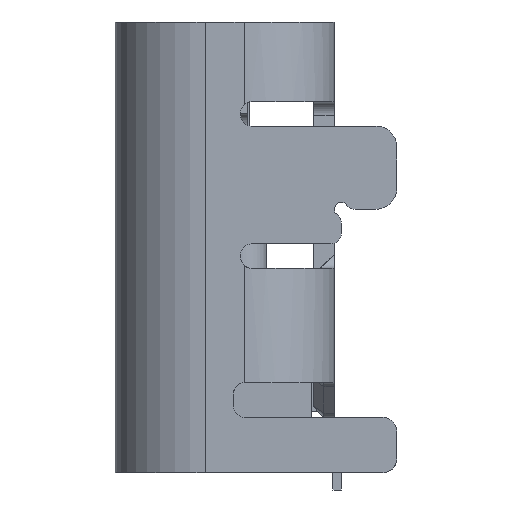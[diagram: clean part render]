
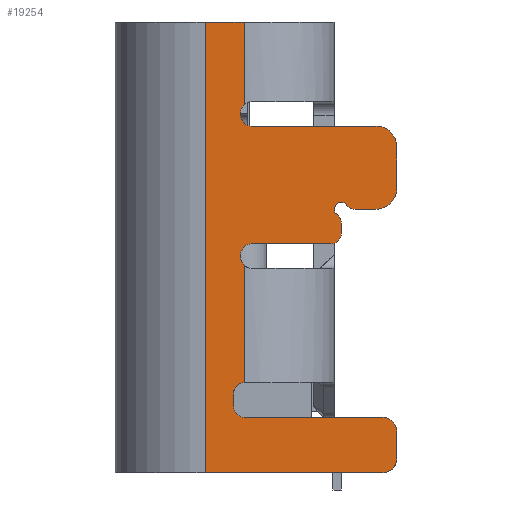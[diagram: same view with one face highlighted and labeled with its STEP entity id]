
A CAD part, left-side view. The second image highlights one B-rep face of the part: STEP entity #19254.
In plain terms, the highlighted planar face has unit normal (-1, 0, 0).
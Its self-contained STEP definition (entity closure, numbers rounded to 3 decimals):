
#16824=VERTEX_POINT('',#16825);
#16825=CARTESIAN_POINT('',(-4.47,0.28,-1.95));
#16832=EDGE_CURVE('',#16824,#16833,#16835,.T.);
#16833=VERTEX_POINT('',#16834);
#16834=CARTESIAN_POINT('',(-4.47,-0.28,-1.95));
#16835=LINE('',#16836,#16837);
#16836=CARTESIAN_POINT('',(-4.47,-1.1,-1.95));
#16837=VECTOR('',#16838,1.0);
#16838=DIRECTION('',(0.0,-1.0,0.0));
#16950=VERTEX_POINT('',#16951);
#16951=CARTESIAN_POINT('',(-4.47,0.28,-8.45));
#16958=EDGE_CURVE('',#16950,#16824,#16959,.T.);
#16959=LINE('',#16960,#16961);
#16960=CARTESIAN_POINT('',(-4.47,0.28,-8.58));
#16961=VECTOR('',#16962,1.0);
#16962=DIRECTION('',(0.0,0.0,1.0));
#19208=EDGE_CURVE('',#16833,#19209,#19211,.T.);
#19209=VERTEX_POINT('',#19210);
#19210=CARTESIAN_POINT('',(-4.47,-0.28,-3.138));
#19211=LINE('',#19212,#19213);
#19212=CARTESIAN_POINT('',(-4.47,-0.28,-7.254));
#19213=VECTOR('',#19214,1.0);
#19214=DIRECTION('',(0.0,0.0,-1.0));
#19254=ADVANCED_FACE('',(#19255),#19480,.F.);
#19255=FACE_BOUND('',#19256,.T.);
#19256=EDGE_LOOP('',(#19257,#19267,#19276,#19284,#19293,#19301,#19310,#19318,#19327,#19335,#19344,#19353,#19362,#19370,#19379,#19387,#19396,#19404,#19413,#19421,#19428,#19429,#19430,#19431,#19439,#19448,#19456,#19465,#19473));
#19257=ORIENTED_EDGE('',*,*,#19258,.T.);
#19258=EDGE_CURVE('',#19259,#19261,#19263,.F.);
#19259=VERTEX_POINT('',#19260);
#19260=CARTESIAN_POINT('',(-4.47,-0.13,-7.5));
#19261=VERTEX_POINT('',#19262);
#19262=CARTESIAN_POINT('',(-4.47,-0.13,-7.3));
#19263=LINE('',#19264,#19265);
#19264=CARTESIAN_POINT('',(-4.47,-0.13,-7.25));
#19265=VECTOR('',#19266,1.0);
#19266=DIRECTION('',(0.0,0.0,-1.0));
#19267=ORIENTED_EDGE('',*,*,#19268,.T.);
#19268=EDGE_CURVE('',#19261,#19269,#19271,.T.);
#19269=VERTEX_POINT('',#19270);
#19270=CARTESIAN_POINT('',(-4.47,-0.28,-7.15));
#19271=CIRCLE('',#19272,0.15);
#19272=AXIS2_PLACEMENT_3D('',#19273,#19274,#19275);
#19273=CARTESIAN_POINT('',(-4.47,-0.28,-7.3));
#19274=DIRECTION('',(1.0,0.0,0.0));
#19275=DIRECTION('',(0.0,0.0,-1.0));
#19276=ORIENTED_EDGE('',*,*,#19277,.T.);
#19277=EDGE_CURVE('',#19269,#19278,#19280,.F.);
#19278=VERTEX_POINT('',#19279);
#19279=CARTESIAN_POINT('',(-4.47,-0.28,-5.462));
#19280=LINE('',#19281,#19282);
#19281=CARTESIAN_POINT('',(-4.47,-0.28,-7.254));
#19282=VECTOR('',#19283,1.0);
#19283=DIRECTION('',(0.0,0.0,-1.0));
#19284=ORIENTED_EDGE('',*,*,#19285,.T.);
#19285=EDGE_CURVE('',#19278,#19286,#19288,.T.);
#19286=VERTEX_POINT('',#19287);
#19287=CARTESIAN_POINT('',(-4.47,-0.23,-5.35));
#19288=CIRCLE('',#19289,0.15);
#19289=AXIS2_PLACEMENT_3D('',#19290,#19291,#19292);
#19290=CARTESIAN_POINT('',(-4.47,-0.38,-5.35));
#19291=DIRECTION('',(1.0,0.0,0.0));
#19292=DIRECTION('',(0.0,0.0,-1.0));
#19293=ORIENTED_EDGE('',*,*,#19294,.T.);
#19294=EDGE_CURVE('',#19286,#19295,#19297,.F.);
#19295=VERTEX_POINT('',#19296);
#19296=CARTESIAN_POINT('',(-4.47,-0.23,-5.3));
#19297=LINE('',#19298,#19299);
#19298=CARTESIAN_POINT('',(-4.47,-0.23,-5.45));
#19299=VECTOR('',#19300,1.0);
#19300=DIRECTION('',(0.0,0.0,-1.0));
#19301=ORIENTED_EDGE('',*,*,#19302,.T.);
#19302=EDGE_CURVE('',#19295,#19303,#19305,.T.);
#19303=VERTEX_POINT('',#19304);
#19304=CARTESIAN_POINT('',(-4.47,-0.38,-5.15));
#19305=CIRCLE('',#19306,0.15);
#19306=AXIS2_PLACEMENT_3D('',#19307,#19308,#19309);
#19307=CARTESIAN_POINT('',(-4.47,-0.38,-5.3));
#19308=DIRECTION('',(1.0,0.0,0.0));
#19309=DIRECTION('',(0.0,0.0,-1.0));
#19310=ORIENTED_EDGE('',*,*,#19311,.T.);
#19311=EDGE_CURVE('',#19303,#19312,#19314,.F.);
#19312=VERTEX_POINT('',#19313);
#19313=CARTESIAN_POINT('',(-4.47,-1.53,-5.15));
#19314=LINE('',#19315,#19316);
#19315=CARTESIAN_POINT('',(-4.47,-0.955,-5.15));
#19316=VECTOR('',#19317,1.0);
#19317=DIRECTION('',(0.0,1.0,0.0));
#19318=ORIENTED_EDGE('',*,*,#19319,.T.);
#19319=EDGE_CURVE('',#19312,#19320,#19322,.F.);
#19320=VERTEX_POINT('',#19321);
#19321=CARTESIAN_POINT('',(-4.47,-1.68,-5.0));
#19322=CIRCLE('',#19323,0.15);
#19323=AXIS2_PLACEMENT_3D('',#19324,#19325,#19326);
#19324=CARTESIAN_POINT('',(-4.47,-1.53,-5.0));
#19325=DIRECTION('',(1.0,0.0,0.0));
#19326=DIRECTION('',(0.0,0.0,-1.0));
#19327=ORIENTED_EDGE('',*,*,#19328,.T.);
#19328=EDGE_CURVE('',#19320,#19329,#19331,.F.);
#19329=VERTEX_POINT('',#19330);
#19330=CARTESIAN_POINT('',(-4.47,-1.68,-4.85));
#19331=LINE('',#19332,#19333);
#19332=CARTESIAN_POINT('',(-4.47,-1.68,-4.925));
#19333=VECTOR('',#19334,1.0);
#19334=DIRECTION('',(0.0,0.0,-1.0));
#19335=ORIENTED_EDGE('',*,*,#19336,.T.);
#19336=EDGE_CURVE('',#19329,#19337,#19339,.F.);
#19337=VERTEX_POINT('',#19338);
#19338=CARTESIAN_POINT('',(-4.47,-1.62,-4.73));
#19339=CIRCLE('',#19340,0.15);
#19340=AXIS2_PLACEMENT_3D('',#19341,#19342,#19343);
#19341=CARTESIAN_POINT('',(-4.47,-1.53,-4.85));
#19342=DIRECTION('',(1.0,0.0,0.0));
#19343=DIRECTION('',(0.0,0.0,-1.0));
#19344=ORIENTED_EDGE('',*,*,#19345,.T.);
#19345=EDGE_CURVE('',#19337,#19346,#19348,.T.);
#19346=VERTEX_POINT('',#19347);
#19347=CARTESIAN_POINT('',(-4.47,-1.76,-4.59));
#19348=CIRCLE('',#19349,0.1);
#19349=AXIS2_PLACEMENT_3D('',#19350,#19351,#19352);
#19350=CARTESIAN_POINT('',(-4.47,-1.68,-4.65));
#19351=DIRECTION('',(1.0,0.0,0.0));
#19352=DIRECTION('',(0.0,0.0,-1.0));
#19353=ORIENTED_EDGE('',*,*,#19354,.T.);
#19354=EDGE_CURVE('',#19346,#19355,#19357,.F.);
#19355=VERTEX_POINT('',#19356);
#19356=CARTESIAN_POINT('',(-4.47,-1.88,-4.65));
#19357=CIRCLE('',#19358,0.15);
#19358=AXIS2_PLACEMENT_3D('',#19359,#19360,#19361);
#19359=CARTESIAN_POINT('',(-4.47,-1.88,-4.5));
#19360=DIRECTION('',(1.0,0.0,0.0));
#19361=DIRECTION('',(0.0,0.0,-1.0));
#19362=ORIENTED_EDGE('',*,*,#19363,.T.);
#19363=EDGE_CURVE('',#19355,#19364,#19366,.F.);
#19364=VERTEX_POINT('',#19365);
#19365=CARTESIAN_POINT('',(-4.47,-2.18,-4.65));
#19366=LINE('',#19367,#19368);
#19367=CARTESIAN_POINT('',(-4.47,-2.03,-4.65));
#19368=VECTOR('',#19369,1.0);
#19369=DIRECTION('',(0.0,1.0,0.0));
#19370=ORIENTED_EDGE('',*,*,#19371,.T.);
#19371=EDGE_CURVE('',#19364,#19372,#19374,.F.);
#19372=VERTEX_POINT('',#19373);
#19373=CARTESIAN_POINT('',(-4.47,-2.48,-4.35));
#19374=CIRCLE('',#19375,0.3);
#19375=AXIS2_PLACEMENT_3D('',#19376,#19377,#19378);
#19376=CARTESIAN_POINT('',(-4.47,-2.18,-4.35));
#19377=DIRECTION('',(1.0,0.0,0.0));
#19378=DIRECTION('',(0.0,0.0,-1.0));
#19379=ORIENTED_EDGE('',*,*,#19380,.T.);
#19380=EDGE_CURVE('',#19372,#19381,#19383,.F.);
#19381=VERTEX_POINT('',#19382);
#19382=CARTESIAN_POINT('',(-4.47,-2.48,-3.75));
#19383=LINE('',#19384,#19385);
#19384=CARTESIAN_POINT('',(-4.47,-2.48,-8.05));
#19385=VECTOR('',#19386,1.0);
#19386=DIRECTION('',(0.0,0.0,-1.0));
#19387=ORIENTED_EDGE('',*,*,#19388,.T.);
#19388=EDGE_CURVE('',#19381,#19389,#19391,.F.);
#19389=VERTEX_POINT('',#19390);
#19390=CARTESIAN_POINT('',(-4.47,-2.18,-3.45));
#19391=CIRCLE('',#19392,0.3);
#19392=AXIS2_PLACEMENT_3D('',#19393,#19394,#19395);
#19393=CARTESIAN_POINT('',(-4.47,-2.18,-3.75));
#19394=DIRECTION('',(1.0,0.0,0.0));
#19395=DIRECTION('',(0.0,0.0,-1.0));
#19396=ORIENTED_EDGE('',*,*,#19397,.T.);
#19397=EDGE_CURVE('',#19389,#19398,#19400,.F.);
#19398=VERTEX_POINT('',#19399);
#19399=CARTESIAN_POINT('',(-4.47,-0.38,-3.45));
#19400=LINE('',#19401,#19402);
#19401=CARTESIAN_POINT('',(-4.47,-1.28,-3.45));
#19402=VECTOR('',#19403,1.0);
#19403=DIRECTION('',(0.0,-1.0,0.0));
#19404=ORIENTED_EDGE('',*,*,#19405,.T.);
#19405=EDGE_CURVE('',#19398,#19406,#19408,.T.);
#19406=VERTEX_POINT('',#19407);
#19407=CARTESIAN_POINT('',(-4.47,-0.23,-3.3));
#19408=CIRCLE('',#19409,0.15);
#19409=AXIS2_PLACEMENT_3D('',#19410,#19411,#19412);
#19410=CARTESIAN_POINT('',(-4.47,-0.38,-3.3));
#19411=DIRECTION('',(1.0,0.0,0.0));
#19412=DIRECTION('',(0.0,0.0,-1.0));
#19413=ORIENTED_EDGE('',*,*,#19414,.T.);
#19414=EDGE_CURVE('',#19406,#19415,#19417,.F.);
#19415=VERTEX_POINT('',#19416);
#19416=CARTESIAN_POINT('',(-4.47,-0.23,-3.25));
#19417=LINE('',#19418,#19419);
#19418=CARTESIAN_POINT('',(-4.47,-0.23,-5.45));
#19419=VECTOR('',#19420,1.0);
#19420=DIRECTION('',(0.0,0.0,-1.0));
#19421=ORIENTED_EDGE('',*,*,#19422,.T.);
#19422=EDGE_CURVE('',#19415,#19209,#19423,.T.);
#19423=CIRCLE('',#19424,0.15);
#19424=AXIS2_PLACEMENT_3D('',#19425,#19426,#19427);
#19425=CARTESIAN_POINT('',(-4.47,-0.38,-3.25));
#19426=DIRECTION('',(1.0,0.0,0.0));
#19427=DIRECTION('',(0.0,0.0,-1.0));
#19428=ORIENTED_EDGE('',*,*,#19208,.F.);
#19429=ORIENTED_EDGE('',*,*,#16832,.F.);
#19430=ORIENTED_EDGE('',*,*,#16958,.F.);
#19431=ORIENTED_EDGE('',*,*,#19432,.T.);
#19432=EDGE_CURVE('',#16950,#19433,#19435,.F.);
#19433=VERTEX_POINT('',#19434);
#19434=CARTESIAN_POINT('',(-4.47,-2.28,-8.45));
#19435=LINE('',#19436,#19437);
#19436=CARTESIAN_POINT('',(-4.47,-0.35,-8.45));
#19437=VECTOR('',#19438,1.0);
#19438=DIRECTION('',(0.0,1.0,0.0));
#19439=ORIENTED_EDGE('',*,*,#19440,.T.);
#19440=EDGE_CURVE('',#19433,#19441,#19443,.F.);
#19441=VERTEX_POINT('',#19442);
#19442=CARTESIAN_POINT('',(-4.47,-2.48,-8.25));
#19443=CIRCLE('',#19444,0.2);
#19444=AXIS2_PLACEMENT_3D('',#19445,#19446,#19447);
#19445=CARTESIAN_POINT('',(-4.47,-2.28,-8.25));
#19446=DIRECTION('',(1.0,0.0,0.0));
#19447=DIRECTION('',(0.0,0.0,-1.0));
#19448=ORIENTED_EDGE('',*,*,#19449,.T.);
#19449=EDGE_CURVE('',#19441,#19450,#19452,.F.);
#19450=VERTEX_POINT('',#19451);
#19451=CARTESIAN_POINT('',(-4.47,-2.48,-7.85));
#19452=LINE('',#19453,#19454);
#19453=CARTESIAN_POINT('',(-4.47,-2.48,-8.05));
#19454=VECTOR('',#19455,1.0);
#19455=DIRECTION('',(0.0,0.0,-1.0));
#19456=ORIENTED_EDGE('',*,*,#19457,.T.);
#19457=EDGE_CURVE('',#19450,#19458,#19460,.F.);
#19458=VERTEX_POINT('',#19459);
#19459=CARTESIAN_POINT('',(-4.47,-2.28,-7.65));
#19460=CIRCLE('',#19461,0.2);
#19461=AXIS2_PLACEMENT_3D('',#19462,#19463,#19464);
#19462=CARTESIAN_POINT('',(-4.47,-2.28,-7.85));
#19463=DIRECTION('',(1.0,0.0,0.0));
#19464=DIRECTION('',(0.0,0.0,-1.0));
#19465=ORIENTED_EDGE('',*,*,#19466,.T.);
#19466=EDGE_CURVE('',#19458,#19467,#19469,.F.);
#19467=VERTEX_POINT('',#19468);
#19468=CARTESIAN_POINT('',(-4.47,-0.28,-7.65));
#19469=LINE('',#19470,#19471);
#19470=CARTESIAN_POINT('',(-4.47,-1.28,-7.65));
#19471=VECTOR('',#19472,1.0);
#19472=DIRECTION('',(0.0,-1.0,0.0));
#19473=ORIENTED_EDGE('',*,*,#19474,.T.);
#19474=EDGE_CURVE('',#19467,#19259,#19475,.T.);
#19475=CIRCLE('',#19476,0.15);
#19476=AXIS2_PLACEMENT_3D('',#19477,#19478,#19479);
#19477=CARTESIAN_POINT('',(-4.47,-0.28,-7.5));
#19478=DIRECTION('',(1.0,0.0,0.0));
#19479=DIRECTION('',(0.0,0.0,-1.0));
#19480=PLANE('',#19481);
#19481=AXIS2_PLACEMENT_3D('',#19482,#19483,#19484);
#19482=CARTESIAN_POINT('',(-4.47,-1.1,-5.2));
#19483=DIRECTION('',(1.0,0.0,0.0));
#19484=DIRECTION('',(0.0,0.0,-1.0));
